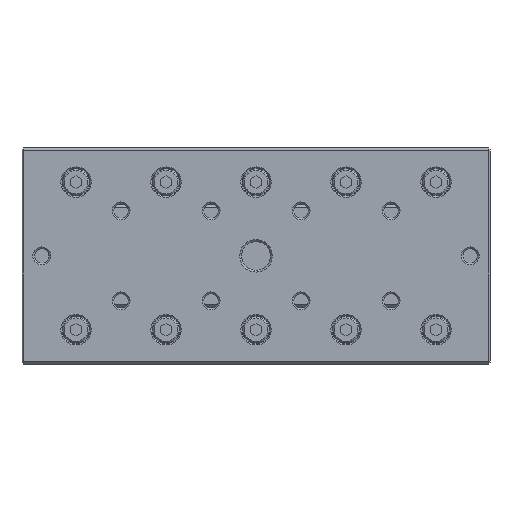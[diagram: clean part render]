
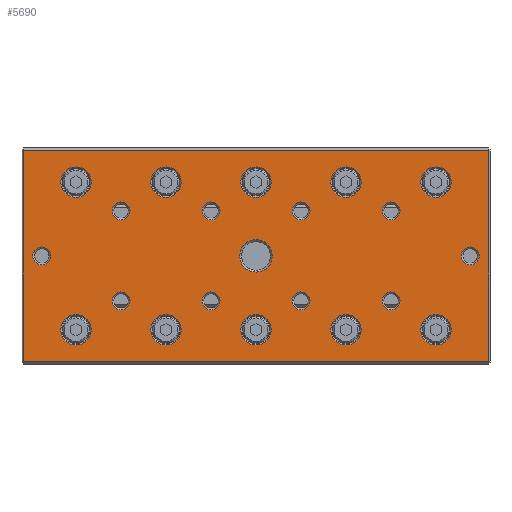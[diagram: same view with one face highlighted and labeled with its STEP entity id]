
A CAD part, top view. The second image highlights one B-rep face of the part: STEP entity #5690.
In plain terms, the highlighted planar face has unit normal (0, 0, 1).
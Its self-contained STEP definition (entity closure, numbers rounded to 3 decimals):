
#4933=FACE_BOUND('',#8584,.T.);
#4934=FACE_BOUND('',#8585,.T.);
#4935=FACE_BOUND('',#8586,.T.);
#4936=FACE_BOUND('',#8587,.T.);
#4937=FACE_BOUND('',#8588,.T.);
#4938=FACE_BOUND('',#8589,.T.);
#4939=FACE_BOUND('',#8590,.T.);
#4940=FACE_BOUND('',#8591,.T.);
#4941=FACE_BOUND('',#8592,.T.);
#4942=FACE_BOUND('',#8593,.T.);
#4943=FACE_BOUND('',#8594,.T.);
#4944=FACE_BOUND('',#8595,.T.);
#4945=FACE_BOUND('',#8596,.T.);
#4946=FACE_BOUND('',#8597,.T.);
#4947=FACE_BOUND('',#8598,.T.);
#4948=FACE_BOUND('',#8599,.T.);
#4949=FACE_BOUND('',#8600,.T.);
#4950=FACE_BOUND('',#8601,.T.);
#4951=FACE_BOUND('',#8602,.T.);
#4952=FACE_BOUND('',#8603,.T.);
#4953=FACE_BOUND('',#8604,.T.);
#4954=FACE_BOUND('',#8605,.T.);
#5330=CIRCLE('',#23263,4.5);
#5331=CIRCLE('',#23264,2.5);
#5332=CIRCLE('',#23265,2.5);
#5333=CIRCLE('',#23266,2.5);
#5334=CIRCLE('',#23267,2.5);
#5335=CIRCLE('',#23268,2.5);
#5336=CIRCLE('',#23269,2.5);
#5337=CIRCLE('',#23270,2.5);
#5338=CIRCLE('',#23271,2.5);
#5339=CIRCLE('',#23272,2.5);
#5340=CIRCLE('',#23273,2.5);
#5341=CIRCLE('',#23274,4.225);
#5342=CIRCLE('',#23275,4.225);
#5343=CIRCLE('',#23276,4.225);
#5344=CIRCLE('',#23277,4.225);
#5345=CIRCLE('',#23278,4.225);
#5346=CIRCLE('',#23279,4.225);
#5347=CIRCLE('',#23280,4.225);
#5348=CIRCLE('',#23281,4.225);
#5349=CIRCLE('',#23282,4.225);
#5350=CIRCLE('',#23283,4.225);
#5690=ADVANCED_FACE('',(#4933,#4934,#4935,#4936,#4937,#4938,#4939,#4940,
#4941,#4942,#4943,#4944,#4945,#4946,#4947,#4948,#4949,#4950,#4951,#4952,
#4953,#4954),#6723,.F.);
#6723=PLANE('',#23284);
#8584=EDGE_LOOP('',(#10996));
#8585=EDGE_LOOP('',(#10997));
#8586=EDGE_LOOP('',(#10998));
#8587=EDGE_LOOP('',(#10999));
#8588=EDGE_LOOP('',(#11000));
#8589=EDGE_LOOP('',(#11001));
#8590=EDGE_LOOP('',(#11002));
#8591=EDGE_LOOP('',(#11003));
#8592=EDGE_LOOP('',(#11004));
#8593=EDGE_LOOP('',(#11005));
#8594=EDGE_LOOP('',(#11006));
#8595=EDGE_LOOP('',(#11007));
#8596=EDGE_LOOP('',(#11008));
#8597=EDGE_LOOP('',(#11009));
#8598=EDGE_LOOP('',(#11010));
#8599=EDGE_LOOP('',(#11011));
#8600=EDGE_LOOP('',(#11012));
#8601=EDGE_LOOP('',(#11013));
#8602=EDGE_LOOP('',(#11014));
#8603=EDGE_LOOP('',(#11015));
#8604=EDGE_LOOP('',(#11016));
#8605=EDGE_LOOP('',(#11017,#11018,#11019,#11020));
#10996=ORIENTED_EDGE('',*,*,#17377,.T.);
#10997=ORIENTED_EDGE('',*,*,#17378,.F.);
#10998=ORIENTED_EDGE('',*,*,#17379,.T.);
#10999=ORIENTED_EDGE('',*,*,#17380,.T.);
#11000=ORIENTED_EDGE('',*,*,#17381,.T.);
#11001=ORIENTED_EDGE('',*,*,#17382,.T.);
#11002=ORIENTED_EDGE('',*,*,#17383,.T.);
#11003=ORIENTED_EDGE('',*,*,#17384,.T.);
#11004=ORIENTED_EDGE('',*,*,#17385,.T.);
#11005=ORIENTED_EDGE('',*,*,#17386,.T.);
#11006=ORIENTED_EDGE('',*,*,#17387,.T.);
#11007=ORIENTED_EDGE('',*,*,#17388,.T.);
#11008=ORIENTED_EDGE('',*,*,#17389,.T.);
#11009=ORIENTED_EDGE('',*,*,#17390,.T.);
#11010=ORIENTED_EDGE('',*,*,#17391,.T.);
#11011=ORIENTED_EDGE('',*,*,#17392,.T.);
#11012=ORIENTED_EDGE('',*,*,#17393,.T.);
#11013=ORIENTED_EDGE('',*,*,#17394,.T.);
#11014=ORIENTED_EDGE('',*,*,#17395,.T.);
#11015=ORIENTED_EDGE('',*,*,#17396,.T.);
#11016=ORIENTED_EDGE('',*,*,#17397,.T.);
#11017=ORIENTED_EDGE('',*,*,#17398,.T.);
#11018=ORIENTED_EDGE('',*,*,#17399,.T.);
#11019=ORIENTED_EDGE('',*,*,#17400,.T.);
#11020=ORIENTED_EDGE('',*,*,#17401,.T.);
#15490=VERTEX_POINT('',#30744);
#15491=VERTEX_POINT('',#30746);
#15492=VERTEX_POINT('',#30748);
#15493=VERTEX_POINT('',#30750);
#15494=VERTEX_POINT('',#30752);
#15495=VERTEX_POINT('',#30754);
#15496=VERTEX_POINT('',#30756);
#15497=VERTEX_POINT('',#30758);
#15498=VERTEX_POINT('',#30760);
#15499=VERTEX_POINT('',#30762);
#15500=VERTEX_POINT('',#30764);
#15501=VERTEX_POINT('',#30766);
#15502=VERTEX_POINT('',#30768);
#15503=VERTEX_POINT('',#30770);
#15504=VERTEX_POINT('',#30772);
#15505=VERTEX_POINT('',#30774);
#15506=VERTEX_POINT('',#30776);
#15507=VERTEX_POINT('',#30778);
#15508=VERTEX_POINT('',#30780);
#15509=VERTEX_POINT('',#30782);
#15510=VERTEX_POINT('',#30784);
#15511=VERTEX_POINT('',#30786);
#15512=VERTEX_POINT('',#30787);
#15513=VERTEX_POINT('',#30789);
#15514=VERTEX_POINT('',#30791);
#17377=EDGE_CURVE('',#15490,#15490,#5330,.T.);
#17378=EDGE_CURVE('',#15491,#15491,#5331,.T.);
#17379=EDGE_CURVE('',#15492,#15492,#5332,.T.);
#17380=EDGE_CURVE('',#15493,#15493,#5333,.T.);
#17381=EDGE_CURVE('',#15494,#15494,#5334,.T.);
#17382=EDGE_CURVE('',#15495,#15495,#5335,.T.);
#17383=EDGE_CURVE('',#15496,#15496,#5336,.T.);
#17384=EDGE_CURVE('',#15497,#15497,#5337,.T.);
#17385=EDGE_CURVE('',#15498,#15498,#5338,.T.);
#17386=EDGE_CURVE('',#15499,#15499,#5339,.T.);
#17387=EDGE_CURVE('',#15500,#15500,#5340,.T.);
#17388=EDGE_CURVE('',#15501,#15501,#5341,.T.);
#17389=EDGE_CURVE('',#15502,#15502,#5342,.T.);
#17390=EDGE_CURVE('',#15503,#15503,#5343,.T.);
#17391=EDGE_CURVE('',#15504,#15504,#5344,.T.);
#17392=EDGE_CURVE('',#15505,#15505,#5345,.T.);
#17393=EDGE_CURVE('',#15506,#15506,#5346,.T.);
#17394=EDGE_CURVE('',#15507,#15507,#5347,.T.);
#17395=EDGE_CURVE('',#15508,#15508,#5348,.T.);
#17396=EDGE_CURVE('',#15509,#15509,#5349,.T.);
#17397=EDGE_CURVE('',#15510,#15510,#5350,.T.);
#17398=EDGE_CURVE('',#15511,#15512,#19673,.T.);
#17399=EDGE_CURVE('',#15512,#15513,#19674,.T.);
#17400=EDGE_CURVE('',#15513,#15514,#19675,.T.);
#17401=EDGE_CURVE('',#15514,#15511,#19676,.T.);
#19673=LINE('',#30785,#21637);
#19674=LINE('',#30788,#21638);
#19675=LINE('',#30790,#21639);
#19676=LINE('',#30792,#21640);
#21637=VECTOR('',#25462,1.);
#21638=VECTOR('',#25463,1.);
#21639=VECTOR('',#25464,1.);
#21640=VECTOR('',#25465,1.);
#23263=AXIS2_PLACEMENT_3D('',#30743,#25420,#25421);
#23264=AXIS2_PLACEMENT_3D('',#30745,#25422,#25423);
#23265=AXIS2_PLACEMENT_3D('',#30747,#25424,#25425);
#23266=AXIS2_PLACEMENT_3D('',#30749,#25426,#25427);
#23267=AXIS2_PLACEMENT_3D('',#30751,#25428,#25429);
#23268=AXIS2_PLACEMENT_3D('',#30753,#25430,#25431);
#23269=AXIS2_PLACEMENT_3D('',#30755,#25432,#25433);
#23270=AXIS2_PLACEMENT_3D('',#30757,#25434,#25435);
#23271=AXIS2_PLACEMENT_3D('',#30759,#25436,#25437);
#23272=AXIS2_PLACEMENT_3D('',#30761,#25438,#25439);
#23273=AXIS2_PLACEMENT_3D('',#30763,#25440,#25441);
#23274=AXIS2_PLACEMENT_3D('',#30765,#25442,#25443);
#23275=AXIS2_PLACEMENT_3D('',#30767,#25444,#25445);
#23276=AXIS2_PLACEMENT_3D('',#30769,#25446,#25447);
#23277=AXIS2_PLACEMENT_3D('',#30771,#25448,#25449);
#23278=AXIS2_PLACEMENT_3D('',#30773,#25450,#25451);
#23279=AXIS2_PLACEMENT_3D('',#30775,#25452,#25453);
#23280=AXIS2_PLACEMENT_3D('',#30777,#25454,#25455);
#23281=AXIS2_PLACEMENT_3D('',#30779,#25456,#25457);
#23282=AXIS2_PLACEMENT_3D('',#30781,#25458,#25459);
#23283=AXIS2_PLACEMENT_3D('',#30783,#25460,#25461);
#23284=AXIS2_PLACEMENT_3D('',#30793,#25466,#25467);
#25420=DIRECTION('',(0.,0.,-1.));
#25421=DIRECTION('',(-1.,0.,0.));
#25422=DIRECTION('',(0.,0.,1.));
#25423=DIRECTION('',(1.,0.,0.));
#25424=DIRECTION('',(0.,0.,-1.));
#25425=DIRECTION('',(-1.,0.,0.));
#25426=DIRECTION('',(0.,0.,-1.));
#25427=DIRECTION('',(-1.,0.,0.));
#25428=DIRECTION('',(0.,0.,-1.));
#25429=DIRECTION('',(-1.,0.,0.));
#25430=DIRECTION('',(0.,0.,-1.));
#25431=DIRECTION('',(-1.,0.,0.));
#25432=DIRECTION('',(0.,0.,-1.));
#25433=DIRECTION('',(-1.,0.,0.));
#25434=DIRECTION('',(0.,0.,-1.));
#25435=DIRECTION('',(-1.,0.,0.));
#25436=DIRECTION('',(0.,0.,-1.));
#25437=DIRECTION('',(-1.,0.,0.));
#25438=DIRECTION('',(0.,0.,-1.));
#25439=DIRECTION('',(-1.,0.,0.));
#25440=DIRECTION('',(0.,0.,-1.));
#25441=DIRECTION('',(-1.,0.,0.));
#25442=DIRECTION('',(0.,0.,-1.));
#25443=DIRECTION('',(-1.,0.,0.));
#25444=DIRECTION('',(0.,0.,-1.));
#25445=DIRECTION('',(-1.,0.,0.));
#25446=DIRECTION('',(0.,0.,-1.));
#25447=DIRECTION('',(-1.,0.,0.));
#25448=DIRECTION('',(0.,0.,-1.));
#25449=DIRECTION('',(-1.,0.,0.));
#25450=DIRECTION('',(0.,0.,-1.));
#25451=DIRECTION('',(-1.,0.,0.));
#25452=DIRECTION('',(0.,0.,-1.));
#25453=DIRECTION('',(-1.,0.,0.));
#25454=DIRECTION('',(0.,0.,-1.));
#25455=DIRECTION('',(-1.,0.,0.));
#25456=DIRECTION('',(0.,0.,-1.));
#25457=DIRECTION('',(-1.,0.,0.));
#25458=DIRECTION('',(0.,0.,-1.));
#25459=DIRECTION('',(-1.,0.,0.));
#25460=DIRECTION('',(0.,0.,-1.));
#25461=DIRECTION('',(-1.,0.,0.));
#25462=DIRECTION('',(1.,0.,0.));
#25463=DIRECTION('',(0.,1.,0.));
#25464=DIRECTION('',(-1.,0.,0.));
#25465=DIRECTION('',(0.,-1.,0.));
#25466=DIRECTION('',(0.,0.,-1.));
#25467=DIRECTION('',(1.,0.,0.));
#30743=CARTESIAN_POINT('',(145.,30.,25.));
#30744=CARTESIAN_POINT('',(140.5,30.,25.));
#30745=CARTESIAN_POINT('',(204.5,30.,25.));
#30746=CARTESIAN_POINT('',(207.,30.,25.));
#30747=CARTESIAN_POINT('',(85.5,30.,25.));
#30748=CARTESIAN_POINT('',(83.,30.,25.));
#30749=CARTESIAN_POINT('',(182.5,17.5,25.));
#30750=CARTESIAN_POINT('',(180.,17.5,25.));
#30751=CARTESIAN_POINT('',(182.5,42.5,25.));
#30752=CARTESIAN_POINT('',(180.,42.5,25.));
#30753=CARTESIAN_POINT('',(157.5,17.5,25.));
#30754=CARTESIAN_POINT('',(155.,17.5,25.));
#30755=CARTESIAN_POINT('',(157.5,42.5,25.));
#30756=CARTESIAN_POINT('',(155.,42.5,25.));
#30757=CARTESIAN_POINT('',(132.5,17.5,25.));
#30758=CARTESIAN_POINT('',(130.,17.5,25.));
#30759=CARTESIAN_POINT('',(132.5,42.5,25.));
#30760=CARTESIAN_POINT('',(130.,42.5,25.));
#30761=CARTESIAN_POINT('',(107.5,17.5,25.));
#30762=CARTESIAN_POINT('',(105.,17.5,25.));
#30763=CARTESIAN_POINT('',(107.5,42.5,25.));
#30764=CARTESIAN_POINT('',(105.,42.5,25.));
#30765=CARTESIAN_POINT('',(195.,9.5,25.));
#30766=CARTESIAN_POINT('',(190.775,9.5,25.));
#30767=CARTESIAN_POINT('',(195.,50.5,25.));
#30768=CARTESIAN_POINT('',(190.775,50.5,25.));
#30769=CARTESIAN_POINT('',(170.,9.5,25.));
#30770=CARTESIAN_POINT('',(165.775,9.5,25.));
#30771=CARTESIAN_POINT('',(170.,50.5,25.));
#30772=CARTESIAN_POINT('',(165.775,50.5,25.));
#30773=CARTESIAN_POINT('',(145.,9.5,25.));
#30774=CARTESIAN_POINT('',(140.775,9.5,25.));
#30775=CARTESIAN_POINT('',(145.,50.5,25.));
#30776=CARTESIAN_POINT('',(140.775,50.5,25.));
#30777=CARTESIAN_POINT('',(120.,9.5,25.));
#30778=CARTESIAN_POINT('',(115.775,9.5,25.));
#30779=CARTESIAN_POINT('',(120.,50.5,25.));
#30780=CARTESIAN_POINT('',(115.775,50.5,25.));
#30781=CARTESIAN_POINT('',(95.,9.5,25.));
#30782=CARTESIAN_POINT('',(90.775,9.5,25.));
#30783=CARTESIAN_POINT('',(95.,50.5,25.));
#30784=CARTESIAN_POINT('',(90.775,50.5,25.));
#30785=CARTESIAN_POINT('',(210.,0.7,25.));
#30786=CARTESIAN_POINT('',(80.4,0.7,25.));
#30787=CARTESIAN_POINT('',(209.6,0.7,25.));
#30788=CARTESIAN_POINT('',(209.6,60.,25.));
#30789=CARTESIAN_POINT('',(209.6,59.3,25.));
#30790=CARTESIAN_POINT('',(210.,59.3,25.));
#30791=CARTESIAN_POINT('',(80.4,59.3,25.));
#30792=CARTESIAN_POINT('',(80.4,0.7,25.));
#30793=CARTESIAN_POINT('',(210.,60.,25.));
